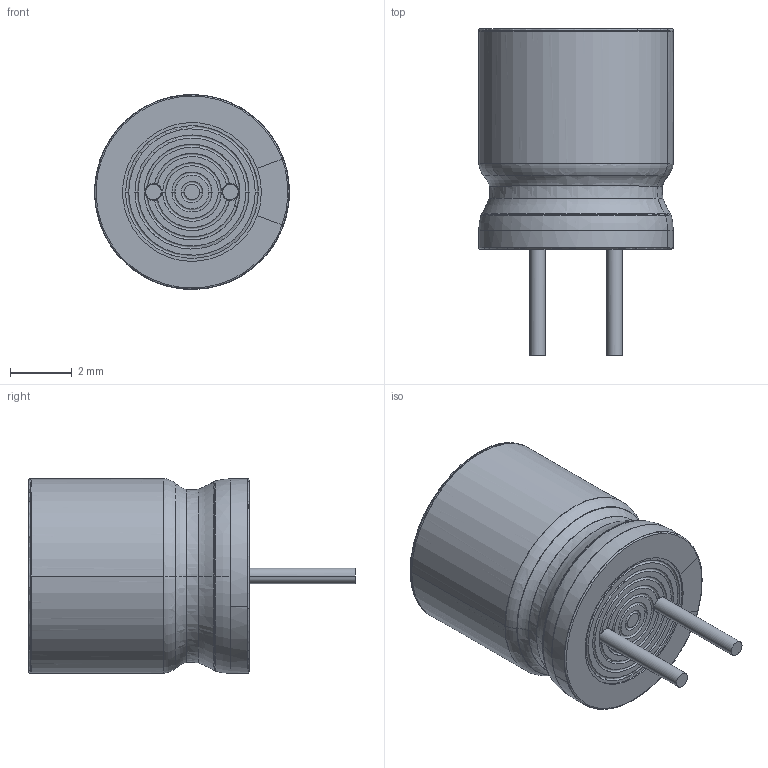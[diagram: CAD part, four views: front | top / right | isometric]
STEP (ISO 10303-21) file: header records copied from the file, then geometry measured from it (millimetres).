
FILE_DESCRIPTION((' '),'2;1');
FILE_NAME( 'CAP_10uF_50V_low_profile.stp', '2019-06-26T16:23:28', (' '), ('--- Datakit www.datakit.com---'), ' Datakit CrossCadWare V2018.4 Sep 24 2018', 'DATAKIT 2019 (c)', ' ');
FILE_SCHEMA(('AP242_MANAGED_MODEL_BASED_3D_ENGINEERING_MIM_LF { 1 0 10303 442 1 1 4 }'));
Length unit declared in the file: millimetre
Products named in the file (1): CAP 100uF 50V low profile
Bounding box: 6.32 x 10.6 x 6.32 mm (x, y, z)
Volume: 216 mm3; surface area: 647.3 mm2
Topology: 6 solids, 6 shells, 138 faces, 389 edges, 285 vertices
Faces by surface type: plane 45, cylinder 39, revolution 30, torus 24
Entity records: 6613 total; most frequent: CARTESIAN_POINT 3354, ORIENTED_EDGE 778, DIRECTION 428, EDGE_CURVE 389, VERTEX_POINT 285, B_SPLINE_CURVE_WITH_KNOTS 271, EDGE_LOOP 160, AXIS2_PLACEMENT_3D 141
